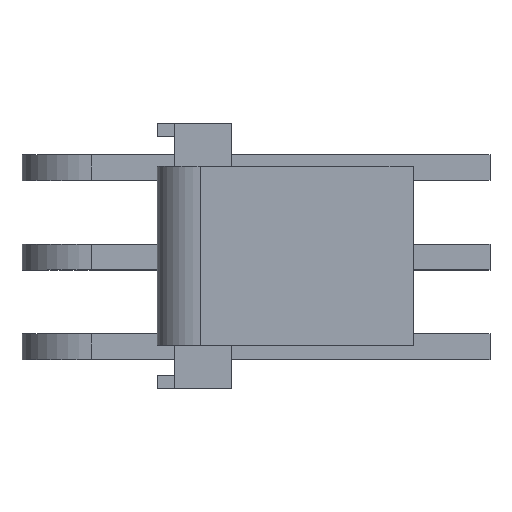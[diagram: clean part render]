
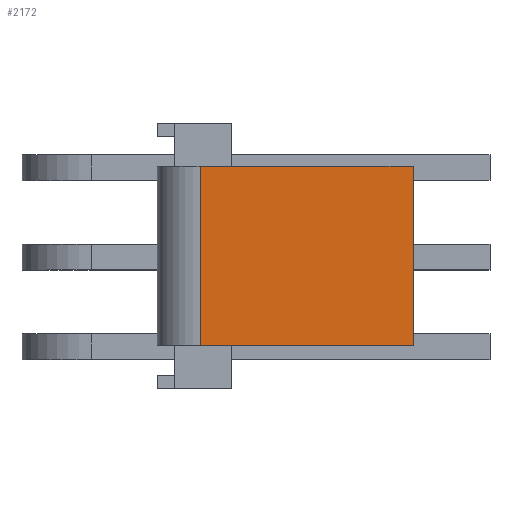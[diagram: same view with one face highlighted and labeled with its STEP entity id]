
A CAD part, top view. The second image highlights one B-rep face of the part: STEP entity #2172.
In plain terms, the highlighted planar face has unit normal (0, 0, 1).
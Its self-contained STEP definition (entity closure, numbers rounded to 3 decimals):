
#1326 = VERTEX_POINT('',#1327);
#1327 = CARTESIAN_POINT('',(16.726,0.03,10.035)
  );
#1333 = EDGE_CURVE('',#1334,#1326,#1336,.T.);
#1334 = VERTEX_POINT('',#1335);
#1335 = CARTESIAN_POINT('',(7.303,0.03,10.035));
#1336 = LINE('',#1337,#1338);
#1337 = CARTESIAN_POINT('',(7.303,0.03,10.035));
#1338 = VECTOR('',#1339,1.);
#1339 = DIRECTION('',(1.,0.,0.));
#2060 = VERTEX_POINT('',#2061);
#2061 = CARTESIAN_POINT('',(7.303,-7.895,10.035));
#2068 = EDGE_CURVE('',#2060,#2069,#2071,.T.);
#2069 = VERTEX_POINT('',#2070);
#2070 = CARTESIAN_POINT('',(16.726,-7.895,10.035));
#2071 = LINE('',#2072,#2073);
#2072 = CARTESIAN_POINT('',(7.303,-7.895,10.035));
#2073 = VECTOR('',#2074,1.);
#2074 = DIRECTION('',(1.,0.,0.));
#2161 = EDGE_CURVE('',#1334,#2060,#2162,.T.);
#2162 = LINE('',#2163,#2164);
#2163 = CARTESIAN_POINT('',(7.303,0.03,10.035));
#2164 = VECTOR('',#2165,1.);
#2165 = DIRECTION('',(0.,-1.,0.));
#2172 = ADVANCED_FACE('',(#2173),#2184,.T.);
#2173 = FACE_BOUND('',#2174,.F.);
#2174 = EDGE_LOOP('',(#2175,#2176,#2182,#2183));
#2175 = ORIENTED_EDGE('',*,*,#1333,.T.);
#2176 = ORIENTED_EDGE('',*,*,#2177,.T.);
#2177 = EDGE_CURVE('',#1326,#2069,#2178,.T.);
#2178 = LINE('',#2179,#2180);
#2179 = CARTESIAN_POINT('',(16.726,0.03,10.035)
  );
#2180 = VECTOR('',#2181,1.);
#2181 = DIRECTION('',(0.,-1.,0.));
#2182 = ORIENTED_EDGE('',*,*,#2068,.F.);
#2183 = ORIENTED_EDGE('',*,*,#2161,.F.);
#2184 = PLANE('',#2185);
#2185 = AXIS2_PLACEMENT_3D('',#2186,#2187,#2188);
#2186 = CARTESIAN_POINT('',(7.303,0.03,10.035));
#2187 = DIRECTION('',(0.,0.,1.));
#2188 = DIRECTION('',(1.,0.,0.));
